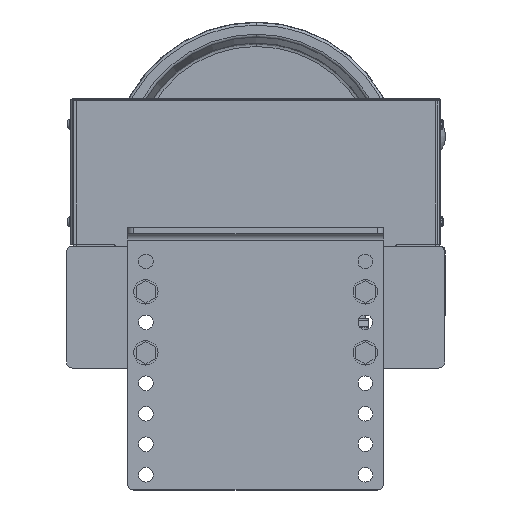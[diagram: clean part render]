
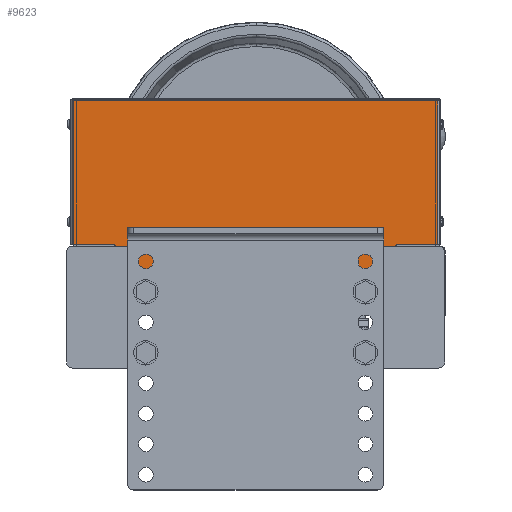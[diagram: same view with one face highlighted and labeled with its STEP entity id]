
A CAD part, left-side view. The second image highlights one B-rep face of the part: STEP entity #9623.
In plain terms, the highlighted face is planar.
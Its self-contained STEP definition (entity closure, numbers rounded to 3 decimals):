
#8705=CARTESIAN_POINT('',(-56.0,-33.5,-0.5));
#8706=VERTEX_POINT('',#8705);
#8707=CARTESIAN_POINT('',(-54.0,-35.5,-0.5));
#8708=VERTEX_POINT('',#8707);
#8709=CARTESIAN_POINT('',(-56.0,-35.5,-0.5));
#8710=DIRECTION('',(0.0,0.0,-1.));
#8711=DIRECTION('',(0.707,0.707,0.0));
#8712=AXIS2_PLACEMENT_3D('',#8709,#8710,#8711);
#8713=CIRCLE('',#8712,2.);
#8714=EDGE_CURVE('',#8706,#8708,#8713,.T.);
#8748=CARTESIAN_POINT('',(-54.0,-84.5,-0.5));
#8749=VERTEX_POINT('',#8748);
#8750=CARTESIAN_POINT('',(-54.0,-84.5,-0.5));
#8751=DIRECTION('',(0.0,1.0,0.0));
#8752=VECTOR('',#8751,49.0);
#8753=LINE('',#8750,#8752);
#8754=EDGE_CURVE('',#8749,#8708,#8753,.T.);
#8869=CARTESIAN_POINT('',(-89.5,-33.5,-0.5));
#8870=VERTEX_POINT('',#8869);
#8878=CARTESIAN_POINT('',(-56.0,-33.5,-0.5));
#8879=DIRECTION('',(-1.0,0.0,0.0));
#8880=VECTOR('',#8879,33.5);
#8881=LINE('',#8878,#8880);
#8882=EDGE_CURVE('',#8706,#8870,#8881,.T.);
#9316=CARTESIAN_POINT('',(176.0,-33.5,-0.5));
#9317=VERTEX_POINT('',#9316);
#9324=CARTESIAN_POINT('',(209.5,-33.5,-0.5));
#9325=VERTEX_POINT('',#9324);
#9326=CARTESIAN_POINT('',(209.5,-33.5,-0.5));
#9327=DIRECTION('',(-1.0,0.0,0.0));
#9328=VECTOR('',#9327,33.5);
#9329=LINE('',#9326,#9328);
#9330=EDGE_CURVE('',#9325,#9317,#9329,.T.);
#9348=CARTESIAN_POINT('',(174.0,-35.5,-0.5));
#9349=VERTEX_POINT('',#9348);
#9350=CARTESIAN_POINT('',(176.0,-35.5,-0.5));
#9351=DIRECTION('',(0.0,0.0,-1.));
#9352=DIRECTION('',(-0.707,0.707,0.0));
#9353=AXIS2_PLACEMENT_3D('',#9350,#9351,#9352);
#9354=CIRCLE('',#9353,2.);
#9355=EDGE_CURVE('',#9349,#9317,#9354,.T.);
#9530=CARTESIAN_POINT('',(209.5,84.5,-0.5));
#9531=VERTEX_POINT('',#9530);
#9539=CARTESIAN_POINT('',(-89.5,84.5,-0.5));
#9540=VERTEX_POINT('',#9539);
#9541=CARTESIAN_POINT('',(209.5,84.5,-0.5));
#9542=DIRECTION('',(-1.0,0.0,0.0));
#9543=VECTOR('',#9542,299.);
#9544=LINE('',#9541,#9543);
#9545=EDGE_CURVE('',#9531,#9540,#9544,.T.);
#9571=CARTESIAN_POINT('',(-89.5,84.5,-0.5));
#9572=DIRECTION('',(0.0,-1.0,0.0));
#9573=VECTOR('',#9572,118.0);
#9574=LINE('',#9571,#9573);
#9575=EDGE_CURVE('',#9540,#8870,#9574,.T.);
#9589=CARTESIAN_POINT('',(60.,4.021,-0.5));
#9590=DIRECTION('',(0.0,0.0,1.0));
#9591=DIRECTION('',(1.0,0.0,0.0));
#9592=AXIS2_PLACEMENT_3D('',#9589,#9590,#9591);
#9593=PLANE('',#9592);
#9594=ORIENTED_EDGE('',*,*,#9545,.F.);
#9595=CARTESIAN_POINT('',(209.5,-33.5,-0.5));
#9596=DIRECTION('',(0.0,1.0,0.0));
#9597=VECTOR('',#9596,118.0);
#9598=LINE('',#9595,#9597);
#9599=EDGE_CURVE('',#9325,#9531,#9598,.T.);
#9600=ORIENTED_EDGE('',*,*,#9599,.F.);
#9601=ORIENTED_EDGE('',*,*,#9330,.T.);
#9602=ORIENTED_EDGE('',*,*,#9355,.F.);
#9603=CARTESIAN_POINT('',(174.0,-84.5,-0.5));
#9604=VERTEX_POINT('',#9603);
#9605=CARTESIAN_POINT('',(174.0,-35.5,-0.5));
#9606=DIRECTION('',(0.0,-1.0,0.0));
#9607=VECTOR('',#9606,49.);
#9608=LINE('',#9605,#9607);
#9609=EDGE_CURVE('',#9349,#9604,#9608,.T.);
#9610=ORIENTED_EDGE('',*,*,#9609,.T.);
#9611=CARTESIAN_POINT('',(-54.0,-84.5,-0.5));
#9612=DIRECTION('',(1.0,0.0,0.0));
#9613=VECTOR('',#9612,228.0);
#9614=LINE('',#9611,#9613);
#9615=EDGE_CURVE('',#8749,#9604,#9614,.T.);
#9616=ORIENTED_EDGE('',*,*,#9615,.F.);
#9617=ORIENTED_EDGE('',*,*,#8754,.T.);
#9618=ORIENTED_EDGE('',*,*,#8714,.F.);
#9619=ORIENTED_EDGE('',*,*,#8882,.T.);
#9620=ORIENTED_EDGE('',*,*,#9575,.F.);
#9621=EDGE_LOOP('',(#9594,#9600,#9601,#9602,#9610,#9616,#9617,#9618,#9619,#9620));
#9622=FACE_OUTER_BOUND('',#9621,.T.);
#9623=ADVANCED_FACE('',(#9622),#9593,.F.);
